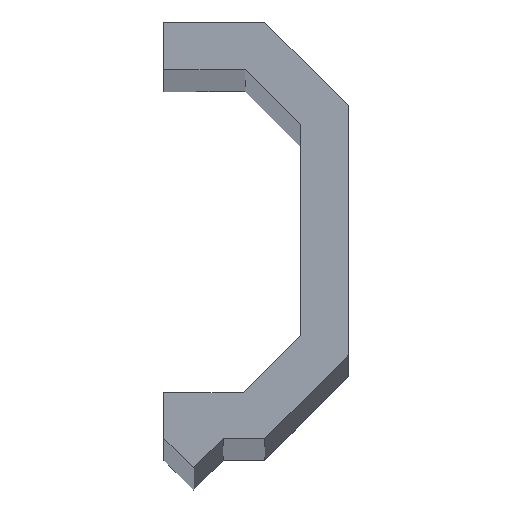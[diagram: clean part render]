
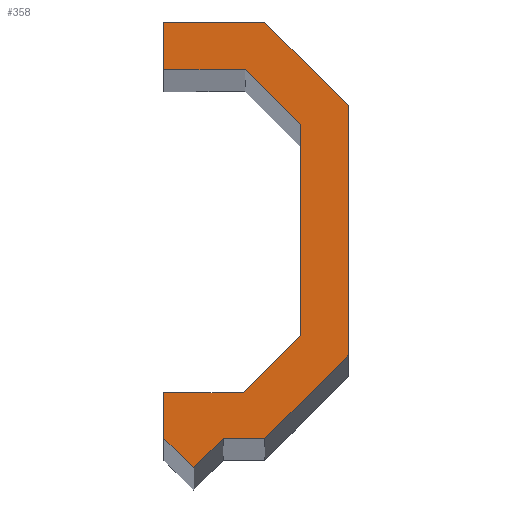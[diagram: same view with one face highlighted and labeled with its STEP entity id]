
A CAD part, top view. The second image highlights one B-rep face of the part: STEP entity #358.
In plain terms, the highlighted planar face has unit normal (0, 0, 1).
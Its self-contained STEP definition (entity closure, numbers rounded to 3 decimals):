
#32=FACE_OUTER_BOUND('',#50,.T.);
#50=EDGE_LOOP('',(#309,#310,#311,#312,#313,#314,#315,#316,#317,#318,#319,
#320,#321,#322));
#51=LINE('',#490,#99);
#55=LINE('',#498,#103);
#59=LINE('',#507,#107);
#64=LINE('',#517,#112);
#67=LINE('',#522,#115);
#69=LINE('',#526,#117);
#74=LINE('',#535,#122);
#87=LINE('',#562,#135);
#90=LINE('',#567,#138);
#92=LINE('',#571,#140);
#94=LINE('',#575,#142);
#95=LINE('',#578,#143);
#97=LINE('',#581,#145);
#98=LINE('',#583,#146);
#99=VECTOR('',#404,10.);
#103=VECTOR('',#410,10.);
#107=VECTOR('',#416,10.);
#112=VECTOR('',#423,10.);
#115=VECTOR('',#428,10.);
#117=VECTOR('',#432,10.);
#122=VECTOR('',#439,10.);
#135=VECTOR('',#460,10.);
#138=VECTOR('',#465,10.);
#140=VECTOR('',#469,10.);
#142=VECTOR('',#473,10.);
#143=VECTOR('',#476,10.);
#145=VECTOR('',#480,10.);
#146=VECTOR('',#483,10.);
#147=VERTEX_POINT('',#488);
#148=VERTEX_POINT('',#489);
#151=VERTEX_POINT('',#497);
#154=VERTEX_POINT('',#505);
#155=VERTEX_POINT('',#506);
#159=VERTEX_POINT('',#516);
#161=VERTEX_POINT('',#525);
#164=VERTEX_POINT('',#533);
#173=VERTEX_POINT('',#559);
#174=VERTEX_POINT('',#561);
#175=VERTEX_POINT('',#565);
#176=VERTEX_POINT('',#569);
#177=VERTEX_POINT('',#573);
#178=VERTEX_POINT('',#577);
#179=EDGE_CURVE('',#147,#148,#51,.T.);
#183=EDGE_CURVE('',#148,#151,#55,.T.);
#187=EDGE_CURVE('',#154,#155,#59,.T.);
#192=EDGE_CURVE('',#155,#159,#64,.T.);
#195=EDGE_CURVE('',#159,#147,#67,.T.);
#197=EDGE_CURVE('',#154,#161,#69,.T.);
#202=EDGE_CURVE('',#164,#151,#74,.T.);
#215=EDGE_CURVE('',#173,#174,#87,.T.);
#218=EDGE_CURVE('',#175,#173,#90,.T.);
#220=EDGE_CURVE('',#176,#175,#92,.T.);
#222=EDGE_CURVE('',#177,#176,#94,.T.);
#223=EDGE_CURVE('',#174,#178,#95,.T.);
#225=EDGE_CURVE('',#178,#164,#97,.T.);
#226=EDGE_CURVE('',#161,#177,#98,.T.);
#309=ORIENTED_EDGE('',*,*,#183,.T.);
#310=ORIENTED_EDGE('',*,*,#202,.F.);
#311=ORIENTED_EDGE('',*,*,#225,.F.);
#312=ORIENTED_EDGE('',*,*,#223,.F.);
#313=ORIENTED_EDGE('',*,*,#215,.F.);
#314=ORIENTED_EDGE('',*,*,#218,.F.);
#315=ORIENTED_EDGE('',*,*,#220,.F.);
#316=ORIENTED_EDGE('',*,*,#222,.F.);
#317=ORIENTED_EDGE('',*,*,#226,.F.);
#318=ORIENTED_EDGE('',*,*,#197,.F.);
#319=ORIENTED_EDGE('',*,*,#187,.T.);
#320=ORIENTED_EDGE('',*,*,#192,.T.);
#321=ORIENTED_EDGE('',*,*,#195,.T.);
#322=ORIENTED_EDGE('',*,*,#179,.T.);
#340=PLANE('',#399);
#358=ADVANCED_FACE('',(#32),#340,.T.);
#399=AXIS2_PLACEMENT_3D('',#584,#484,#485);
#404=DIRECTION('',(-0.707,-0.707,0.));
#410=DIRECTION('',(-1.,0.,0.));
#416=DIRECTION('',(1.,0.,0.));
#423=DIRECTION('',(0.707,-0.707,0.));
#428=DIRECTION('',(0.,-1.,0.));
#432=DIRECTION('',(0.,1.,0.));
#439=DIRECTION('',(0.,1.,0.));
#460=DIRECTION('',(-1.,0.,0.));
#465=DIRECTION('',(-0.707,-0.707,0.));
#469=DIRECTION('',(0.,-1.,0.));
#473=DIRECTION('',(0.707,-0.707,0.));
#476=DIRECTION('',(-0.707,-0.707,0.));
#480=DIRECTION('',(-0.707,0.707,0.));
#483=DIRECTION('',(1.,0.,0.));
#484=DIRECTION('center_axis',(0.,0.,1.));
#485=DIRECTION('ref_axis',(1.,0.,0.));
#488=CARTESIAN_POINT('',(3.3,-1.424,212.6));
#489=CARTESIAN_POINT('',(2.333,-2.39,212.6));
#490=CARTESIAN_POINT('',(3.009,-1.715,212.6));
#497=CARTESIAN_POINT('',(1.,-2.39,212.6));
#498=CARTESIAN_POINT('',(1.775,-2.39,212.6));
#505=CARTESIAN_POINT('',(1.,3.045,212.6));
#506=CARTESIAN_POINT('',(2.369,3.045,212.6));
#507=CARTESIAN_POINT('',(2.459,3.045,212.6));
#516=CARTESIAN_POINT('',(3.3,2.114,212.6));
#517=CARTESIAN_POINT('',(3.617,1.797,212.6));
#522=CARTESIAN_POINT('',(3.3,-0.664,212.6));
#525=CARTESIAN_POINT('',(1.,3.845,212.6));
#526=CARTESIAN_POINT('',(1.,1.97,212.6));
#533=CARTESIAN_POINT('',(1.,-3.155,212.6));
#535=CARTESIAN_POINT('',(1.,1.97,212.6));
#559=CARTESIAN_POINT('',(2.7,-3.155,212.6));
#561=CARTESIAN_POINT('',(2.,-3.155,212.6));
#562=CARTESIAN_POINT('',(2.275,-3.155,212.6));
#565=CARTESIAN_POINT('',(4.1,-1.755,212.6));
#567=CARTESIAN_POINT('',(3.475,-2.38,212.6));
#569=CARTESIAN_POINT('',(4.1,2.445,212.6));
#571=CARTESIAN_POINT('',(4.1,-0.83,212.6));
#573=CARTESIAN_POINT('',(2.7,3.845,212.6));
#575=CARTESIAN_POINT('',(4.3,2.245,212.6));
#577=CARTESIAN_POINT('',(1.5,-3.655,212.6));
#578=CARTESIAN_POINT('',(2.7,-2.455,212.6));
#581=CARTESIAN_POINT('',(0.575,-2.73,212.6));
#583=CARTESIAN_POINT('',(2.625,3.845,212.6));
#584=CARTESIAN_POINT('Origin',(2.55,0.095,212.6));
